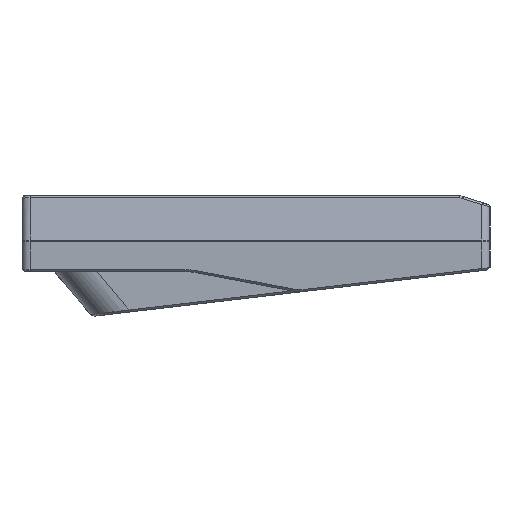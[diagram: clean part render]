
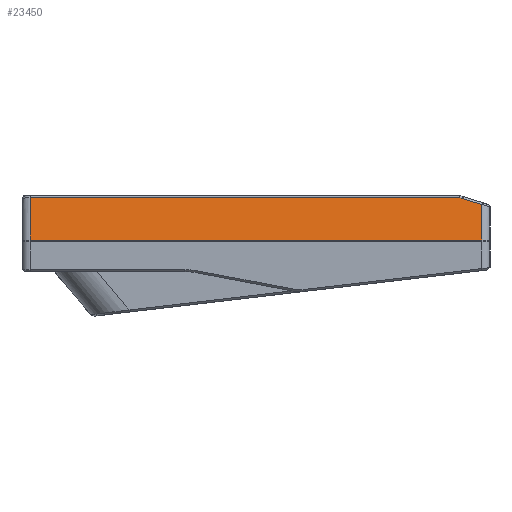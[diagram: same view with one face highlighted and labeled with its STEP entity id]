
A CAD part, left-side view. The second image highlights one B-rep face of the part: STEP entity #23450.
In plain terms, the highlighted planar face has unit normal (-0.99, 0, 0.139).
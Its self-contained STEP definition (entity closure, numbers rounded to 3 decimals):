
#354=B_SPLINE_CURVE_WITH_KNOTS('',3,(#34700,#34701,#34702,#34703),
 .UNSPECIFIED.,.F.,.F.,(4,4),(-43.426,-42.927),
 .UNSPECIFIED.);
#357=B_SPLINE_CURVE_WITH_KNOTS('',3,(#34744,#34745,#34746,#34747),
 .UNSPECIFIED.,.F.,.F.,(4,4),(-43.501,-43.426),
 .UNSPECIFIED.);
#360=B_SPLINE_CURVE_WITH_KNOTS('',3,(#34795,#34796,#34797,#34798,#34799),
 .UNSPECIFIED.,.F.,.F.,(4,1,4),(-54.093,-49.554,-43.501),
 .UNSPECIFIED.);
#2236=FACE_OUTER_BOUND('',#3508,.T.);
#3508=EDGE_LOOP('',(#15838,#15839,#15840,#15841,#15842,#15843));
#5018=LINE('',#34932,#7338);
#5019=LINE('',#34934,#7339);
#5020=LINE('',#34935,#7340);
#7338=VECTOR('',#27258,10.);
#7339=VECTOR('',#27259,10.);
#7340=VECTOR('',#27260,10.);
#9677=VERTEX_POINT('',#34643);
#9679=VERTEX_POINT('',#34692);
#9680=VERTEX_POINT('',#34736);
#9681=VERTEX_POINT('',#34787);
#9683=VERTEX_POINT('',#34931);
#9684=VERTEX_POINT('',#34933);
#12108=EDGE_CURVE('',#9679,#9677,#354,.T.);
#12111=EDGE_CURVE('',#9680,#9679,#357,.T.);
#12114=EDGE_CURVE('',#9681,#9680,#360,.T.);
#12119=EDGE_CURVE('',#9683,#9681,#5018,.T.);
#12120=EDGE_CURVE('',#9684,#9683,#5019,.T.);
#12121=EDGE_CURVE('',#9677,#9684,#5020,.T.);
#15838=ORIENTED_EDGE('',*,*,#12108,.F.);
#15839=ORIENTED_EDGE('',*,*,#12111,.F.);
#15840=ORIENTED_EDGE('',*,*,#12114,.F.);
#15841=ORIENTED_EDGE('',*,*,#12119,.F.);
#15842=ORIENTED_EDGE('',*,*,#12120,.F.);
#15843=ORIENTED_EDGE('',*,*,#12121,.F.);
#22797=PLANE('',#24758);
#23450=ADVANCED_FACE('',(#2236),#22797,.F.);
#24758=AXIS2_PLACEMENT_3D('',#34930,#27256,#27257);
#27256=DIRECTION('center_axis',(0.99,0.,-0.139));
#27257=DIRECTION('ref_axis',(-0.139,0.,-0.99));
#27258=DIRECTION('',(0.139,0.,0.99));
#27259=DIRECTION('',(0.,1.,0.));
#27260=DIRECTION('',(-0.139,0.,-0.99));
#34643=CARTESIAN_POINT('',(-4.97,-102.475,8.828));
#34692=CARTESIAN_POINT('',(-4.754,-97.741,10.366));
#34700=CARTESIAN_POINT('Ctrl Pts',(-4.754,-97.741,
10.366));
#34701=CARTESIAN_POINT('Ctrl Pts',(-4.826,-99.319,
9.853));
#34702=CARTESIAN_POINT('Ctrl Pts',(-4.898,-100.896,
9.341));
#34703=CARTESIAN_POINT('Ctrl Pts',(-4.97,-102.475,8.828));
#34736=CARTESIAN_POINT('',(-4.737,-97.,10.484));
#34744=CARTESIAN_POINT('Ctrl Pts',(-4.737,-97.,
10.484));
#34745=CARTESIAN_POINT('Ctrl Pts',(-4.737,-97.251,
10.484));
#34746=CARTESIAN_POINT('Ctrl Pts',(-4.743,-97.503,
10.444));
#34747=CARTESIAN_POINT('Ctrl Pts',(-4.754,-97.741,
10.366));
#34787=CARTESIAN_POINT('',(-4.737,8.925,10.484));
#34795=CARTESIAN_POINT('Ctrl Pts',(-4.737,8.925,10.484));
#34796=CARTESIAN_POINT('Ctrl Pts',(-4.737,-6.222,
10.484));
#34797=CARTESIAN_POINT('Ctrl Pts',(-4.737,-41.507,
10.484));
#34798=CARTESIAN_POINT('Ctrl Pts',(-4.737,-76.822,
10.484));
#34799=CARTESIAN_POINT('Ctrl Pts',(-4.737,-97.,
10.484));
#34930=CARTESIAN_POINT('Origin',(-4.665,-104.475,11.));
#34931=CARTESIAN_POINT('',(-6.196,8.925,0.105));
#34932=CARTESIAN_POINT('',(-2.377,8.925,27.274));
#34933=CARTESIAN_POINT('',(-6.196,-102.475,0.105));
#34934=CARTESIAN_POINT('',(-6.196,-47.4,0.105));
#34935=CARTESIAN_POINT('',(-5.426,-102.475,5.585));
